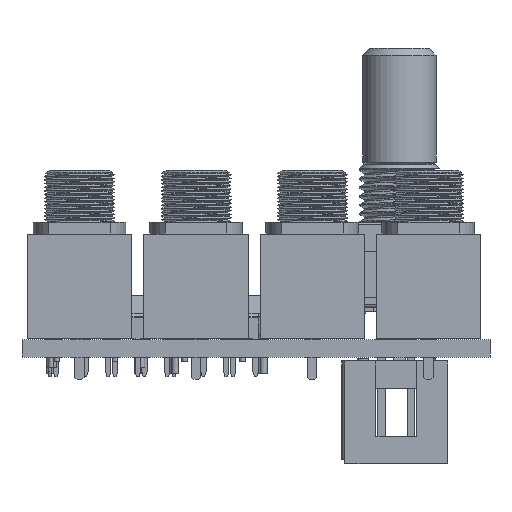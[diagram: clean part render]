
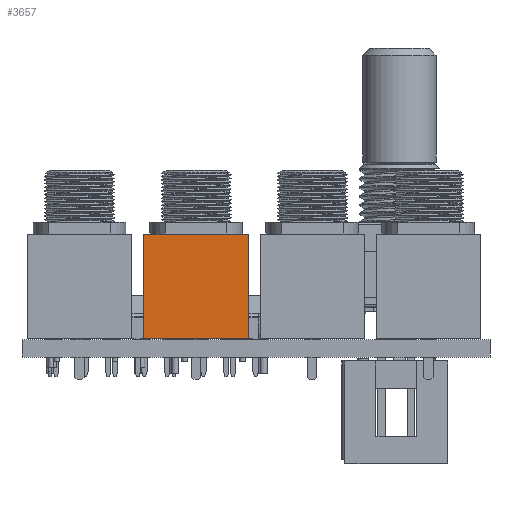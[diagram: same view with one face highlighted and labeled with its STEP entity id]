
A CAD part, front view. The second image highlights one B-rep face of the part: STEP entity #3657.
In plain terms, the highlighted face is planar.
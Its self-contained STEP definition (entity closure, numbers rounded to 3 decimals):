
#3622 = VERTEX_POINT('',#3623);
#3623 = CARTESIAN_POINT('',(-4.5,5.25,0.));
#3640 = VERTEX_POINT('',#3641);
#3641 = CARTESIAN_POINT('',(-4.5,5.25,9.));
#3647 = EDGE_CURVE('',#3640,#3622,#3648,.T.);
#3648 = LINE('',#3649,#3650);
#3649 = CARTESIAN_POINT('',(-4.5,5.25,9.));
#3650 = VECTOR('',#3651,1.);
#3651 = DIRECTION('',(0.,0.,-1.));
#3657 = ADVANCED_FACE('',(#3658),#3683,.F.);
#3658 = FACE_BOUND('',#3659,.T.);
#3659 = EDGE_LOOP('',(#3660,#3668,#3669,#3677));
#3660 = ORIENTED_EDGE('',*,*,#3661,.T.);
#3661 = EDGE_CURVE('',#3662,#3622,#3664,.T.);
#3662 = VERTEX_POINT('',#3663);
#3663 = CARTESIAN_POINT('',(4.5,5.25,0.));
#3664 = LINE('',#3665,#3666);
#3665 = CARTESIAN_POINT('',(4.5,5.25,0.));
#3666 = VECTOR('',#3667,1.);
#3667 = DIRECTION('',(-1.,0.,0.));
#3668 = ORIENTED_EDGE('',*,*,#3647,.F.);
#3669 = ORIENTED_EDGE('',*,*,#3670,.F.);
#3670 = EDGE_CURVE('',#3671,#3640,#3673,.T.);
#3671 = VERTEX_POINT('',#3672);
#3672 = CARTESIAN_POINT('',(4.5,5.25,9.));
#3673 = LINE('',#3674,#3675);
#3674 = CARTESIAN_POINT('',(4.5,5.25,9.));
#3675 = VECTOR('',#3676,1.);
#3676 = DIRECTION('',(-1.,0.,0.));
#3677 = ORIENTED_EDGE('',*,*,#3678,.T.);
#3678 = EDGE_CURVE('',#3671,#3662,#3679,.T.);
#3679 = LINE('',#3680,#3681);
#3680 = CARTESIAN_POINT('',(4.5,5.25,9.));
#3681 = VECTOR('',#3682,1.);
#3682 = DIRECTION('',(0.,0.,-1.));
#3683 = PLANE('',#3684);
#3684 = AXIS2_PLACEMENT_3D('',#3685,#3686,#3687);
#3685 = CARTESIAN_POINT('',(4.5,5.25,9.));
#3686 = DIRECTION('',(0.,-1.,0.));
#3687 = DIRECTION('',(0.,0.,-1.));
